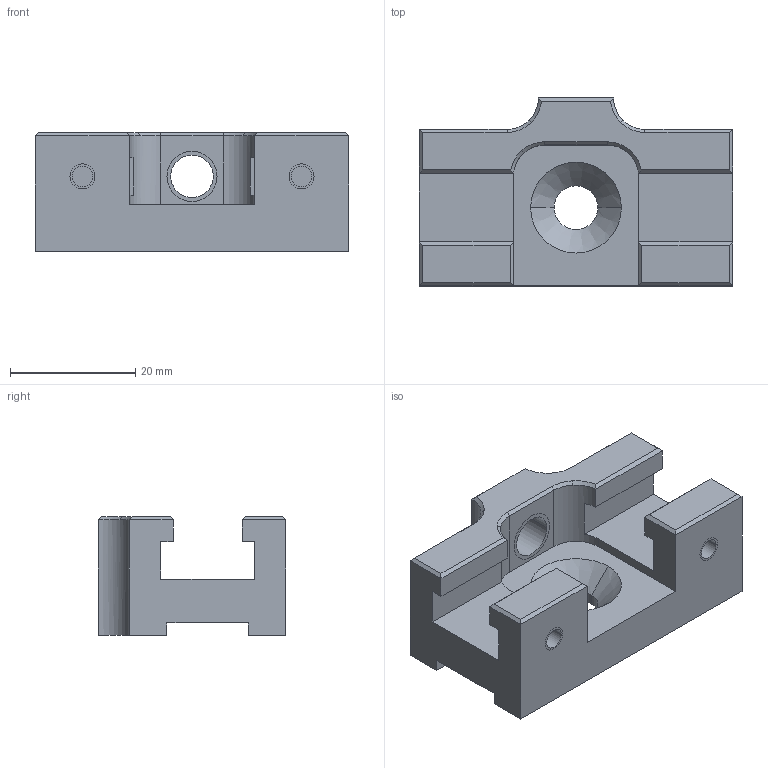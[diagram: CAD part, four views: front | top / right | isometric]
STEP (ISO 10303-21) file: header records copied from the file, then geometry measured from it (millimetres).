
FILE_DESCRIPTION(('STEP AP214'),'1');
FILE_NAME('ce femelle T.stp','2021-04-23T12:45:48',(' '),(' '),'Spatial InterOp 3D',' ',' ');
FILE_SCHEMA(('AUTOMOTIVE_DESIGN { 1 0 10303 214 1 1 1 1 }'));
Length unit declared in the file: metre
Products named in the file (1): Corps
Bounding box: 50 x 30 x 19 mm (x, y, z)
Volume: 13909.3 mm3; surface area: 6947 mm2
Topology: 1 solids, 4 shells, 78 faces, 204 edges, 128 vertices
Faces by surface type: plane 48, cylinder 18, cone 12
Entity records: 2452 total; most frequent: CARTESIAN_POINT 425, DIRECTION 420, ORIENTED_EDGE 396, EDGE_CURVE 204, LINE 144, VECTOR 144, AXIS2_PLACEMENT_3D 138, VERTEX_POINT 128
